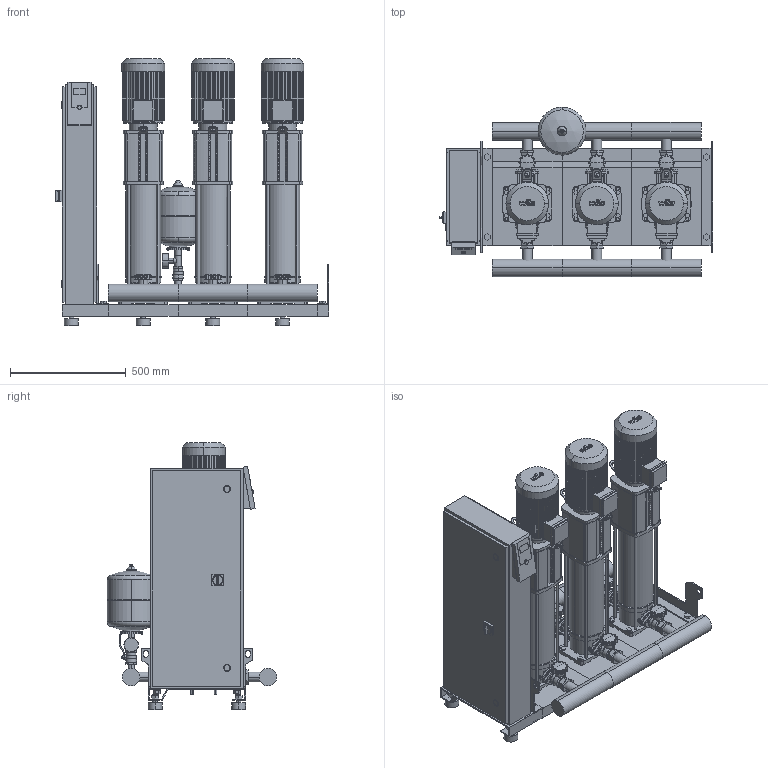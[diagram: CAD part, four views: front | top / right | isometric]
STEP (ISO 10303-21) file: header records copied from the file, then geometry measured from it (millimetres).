
FILE_DESCRIPTION((''),'2;1');
FILE_NAME('3d_SiBoostSmart3HELIXV611-2536013.stp','2016-01-25T10:30:38',(''),(''),'Mechanical Desktop 2009','Mechanical Desktop 2009',', , ');
FILE_SCHEMA(('CONFIG_CONTROL_DESIGN'));
Length unit declared in the file: millimetre
Products named in the file (1): Product
Bounding box: 1180 x 730.05 x 1151.2 mm (x, y, z)
Volume: 139955200.3 mm3; surface area: 9917308.1 mm2
Topology: 141 solids, 141 shells, 4855 faces, 12706 edges, 8365 vertices
Faces by surface type: plane 2241, bspline 1351, cylinder 1069, cone 156, torus 32, sphere 6
Entity records: 156876 total; most frequent: CARTESIAN_POINT 37898, ORIENTED_EDGE 25380, DIRECTION 22583, EDGE_CURVE 12690, VECTOR 8883, LINE 8883, VERTEX_POINT 8361, AXIS2_PLACEMENT_3D 6850
